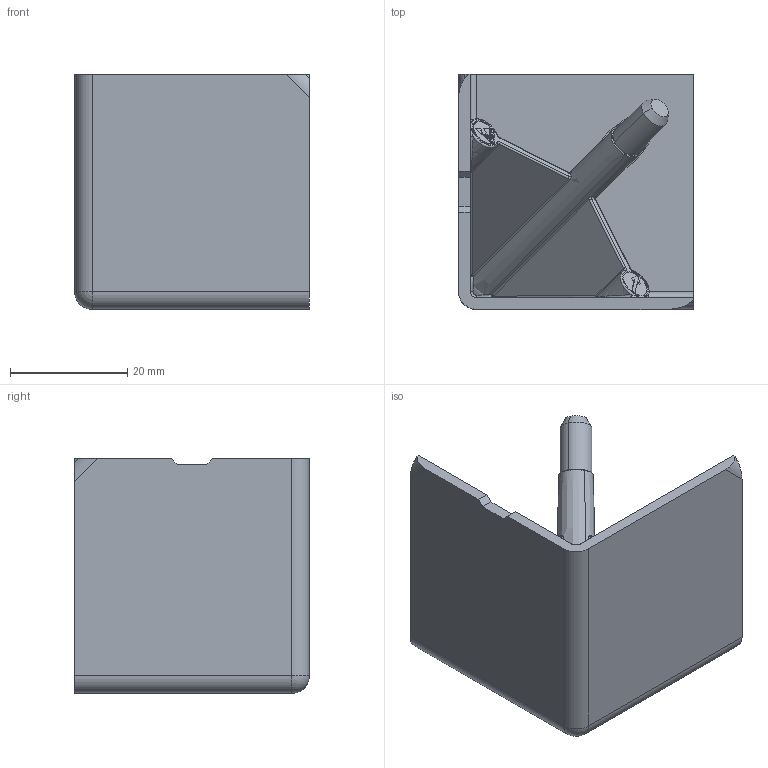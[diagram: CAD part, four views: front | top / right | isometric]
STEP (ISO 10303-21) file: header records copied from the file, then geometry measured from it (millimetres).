
FILE_DESCRIPTION (( 'STEP AP203' ), '1' );
FILE_NAME ('093WEA405AS02.step', '2015-12-22T14:00:12', ( '' ), ( '' ), 'SwSTEP 2.0', 'SolidWorks 2015', '' );
FILE_SCHEMA (( 'CONFIG_CONTROL_DESIGN' ));
Length unit declared in the file: millimetre
Products named in the file (1): 093WEA405AS02
Bounding box: 40 x 40 x 40 mm (x, y, z)
Volume: 12531.1 mm3; surface area: 11837.8 mm2
Topology: 1 solids, 1 shells, 367 faces, 998 edges, 640 vertices
Faces by surface type: plane 241, bspline 52, cylinder 35, cone 15, torus 14, sphere 10
Entity records: 12932 total; most frequent: CARTESIAN_POINT 4021, ORIENTED_EDGE 1978, DIRECTION 1639, EDGE_CURVE 989, LINE 695, VECTOR 695, VERTEX_POINT 636, AXIS2_PLACEMENT_3D 472
